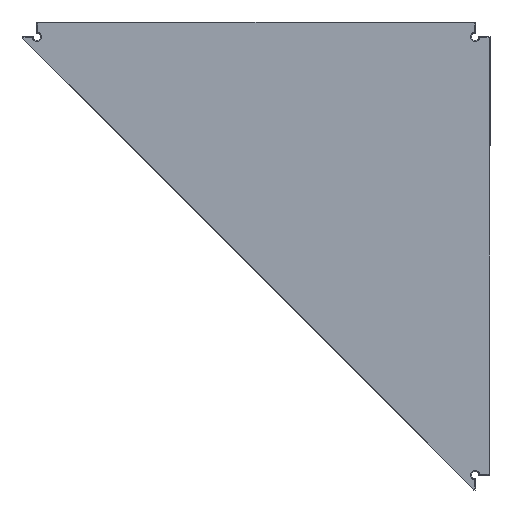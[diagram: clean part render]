
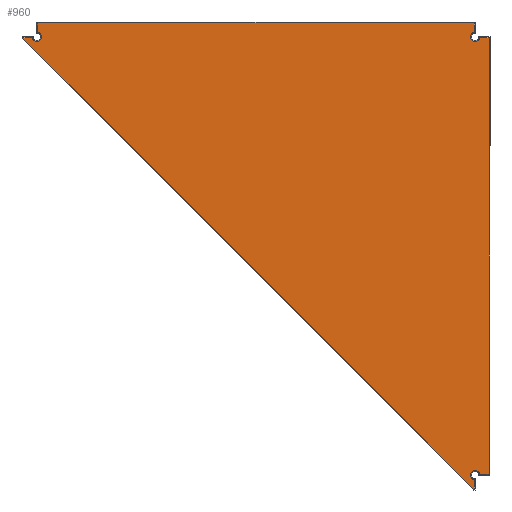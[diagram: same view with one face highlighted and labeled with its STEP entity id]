
A CAD part, front view. The second image highlights one B-rep face of the part: STEP entity #960.
In plain terms, the highlighted planar face has unit normal (0, -1, 0).
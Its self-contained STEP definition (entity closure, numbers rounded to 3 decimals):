
#5 = VERTEX_POINT ( 'NONE', #658 ) ;
#7 = VECTOR ( 'NONE', #1352, 1000. ) ;
#52 = VERTEX_POINT ( 'NONE', #248 ) ;
#60 = CARTESIAN_POINT ( 'NONE',  ( 466.25, 0., -476.25 ) ) ;
#76 = DIRECTION ( 'NONE',  ( 0., 1., 0. ) ) ;
#77 = CARTESIAN_POINT ( 'NONE',  ( -468.25, 0., 468.25 ) ) ;
#88 = CARTESIAN_POINT ( 'NONE',  ( 468.25, 0., 458.25 ) ) ;
#92 = VECTOR ( 'NONE', #155, 1000. ) ;
#99 = CARTESIAN_POINT ( 'NONE',  ( 478.048, 0., 466.25 ) ) ;
#125 = EDGE_CURVE ( 'NONE', #331, #630, #238, .T. ) ;
#127 = ORIENTED_EDGE ( 'NONE', *, *, #257, .T. ) ;
#132 = DIRECTION ( 'NONE',  ( 0., 0., 1. ) ) ;
#142 = CIRCLE ( 'NONE', #1214, 10. ) ;
#153 = LINE ( 'NONE', #881, #7 ) ;
#155 = DIRECTION ( 'NONE',  ( 1., 0., 0. ) ) ;
#167 = PLANE ( 'NONE',  #387 ) ;
#189 = CARTESIAN_POINT ( 'NONE',  ( -500., 0., 466.25 ) ) ;
#199 = VERTEX_POINT ( 'NONE', #1073 ) ;
#203 = EDGE_CURVE ( 'NONE', #1369, #710, #368, .T. ) ;
#206 = VECTOR ( 'NONE', #1021, 1000. ) ;
#215 = CARTESIAN_POINT ( 'NONE',  ( 498., 0., 466.25 ) ) ;
#217 = VERTEX_POINT ( 'NONE', #726 ) ;
#238 = CIRCLE ( 'NONE', #1376, 10. ) ;
#240 = CARTESIAN_POINT ( 'NONE',  ( 478.048, 0., -466.25 ) ) ;
#242 = LINE ( 'NONE', #568, #206 ) ;
#246 = DIRECTION ( 'NONE',  ( 0., 0., -1. ) ) ;
#248 = CARTESIAN_POINT ( 'NONE',  ( -466.25, 0., 498. ) ) ;
#257 = EDGE_CURVE ( 'NONE', #539, #590, #1124, .T. ) ;
#267 = VERTEX_POINT ( 'NONE', #215 ) ;
#269 = ORIENTED_EDGE ( 'NONE', *, *, #683, .T. ) ;
#272 = CARTESIAN_POINT ( 'NONE',  ( 500., 0., -466.25 ) ) ;
#274 = CARTESIAN_POINT ( 'NONE',  ( 468.25, 0., 468.25 ) ) ;
#288 = ORIENTED_EDGE ( 'NONE', *, *, #741, .T. ) ;
#306 = CARTESIAN_POINT ( 'NONE',  ( 498., 0., 468.25 ) ) ;
#320 = DIRECTION ( 'NONE',  ( 0., 0., 1. ) ) ;
#323 = DIRECTION ( 'NONE',  ( 0., 0., -1. ) ) ;
#329 = CARTESIAN_POINT ( 'NONE',  ( 476.25, 0., 466.25 ) ) ;
#330 = VECTOR ( 'NONE', #323, 1000. ) ;
#331 = VERTEX_POINT ( 'NONE', #1331 ) ;
#337 = EDGE_CURVE ( 'NONE', #217, #52, #153, .T. ) ;
#343 = DIRECTION ( 'NONE',  ( 0., 0., -1. ) ) ;
#364 = LINE ( 'NONE', #1372, #330 ) ;
#368 = LINE ( 'NONE', #272, #92 ) ;
#372 = CARTESIAN_POINT ( 'NONE',  ( 464.878, 0., -498. ) ) ;
#387 = AXIS2_PLACEMENT_3D ( 'NONE', #274, #727, #1295 ) ;
#397 = CARTESIAN_POINT ( 'NONE',  ( -498., 0., 464.878 ) ) ;
#422 = CARTESIAN_POINT ( 'NONE',  ( 468.25, 0., -498. ) ) ;
#427 = EDGE_CURVE ( 'NONE', #1249, #217, #746, .T. ) ;
#435 = ORIENTED_EDGE ( 'NONE', *, *, #1037, .T. ) ;
#437 = DIRECTION ( 'NONE',  ( 0., 1., 0. ) ) ;
#468 = CARTESIAN_POINT ( 'NONE',  ( 466.25, 0., -478.048 ) ) ;
#470 = CIRCLE ( 'NONE', #782, 10. ) ;
#475 = EDGE_CURVE ( 'NONE', #1028, #539, #860, .T. ) ;
#477 = VECTOR ( 'NONE', #1412, 1000. ) ;
#522 = DIRECTION ( 'NONE',  ( 0., 1., 0. ) ) ;
#539 = VERTEX_POINT ( 'NONE', #372 ) ;
#542 = AXIS2_PLACEMENT_3D ( 'NONE', #1255, #1142, #246 ) ;
#556 = LINE ( 'NONE', #329, #945 ) ;
#562 = EDGE_CURVE ( 'NONE', #267, #572, #556, .T. ) ;
#568 = CARTESIAN_POINT ( 'NONE',  ( -466.25, 0., 476.25 ) ) ;
#570 = CARTESIAN_POINT ( 'NONE',  ( 465.464, 0., -498.586 ) ) ;
#572 = VERTEX_POINT ( 'NONE', #99 ) ;
#581 = CARTESIAN_POINT ( 'NONE',  ( 466.25, 0., 500. ) ) ;
#590 = VERTEX_POINT ( 'NONE', #1144 ) ;
#625 = EDGE_CURVE ( 'NONE', #199, #5, #768, .T. ) ;
#630 = VERTEX_POINT ( 'NONE', #745 ) ;
#658 = CARTESIAN_POINT ( 'NONE',  ( -498., 0., 466.25 ) ) ;
#659 = DIRECTION ( 'NONE',  ( -1., 0., 0. ) ) ;
#665 = CARTESIAN_POINT ( 'NONE',  ( 468.25, 0., -468.25 ) ) ;
#683 = EDGE_CURVE ( 'NONE', #710, #267, #1350, .T. ) ;
#710 = VERTEX_POINT ( 'NONE', #875 ) ;
#714 = VECTOR ( 'NONE', #1155, 1000. ) ;
#726 = CARTESIAN_POINT ( 'NONE',  ( 466.25, 0., 498. ) ) ;
#727 = DIRECTION ( 'NONE',  ( 0., -1., 0. ) ) ;
#728 = VECTOR ( 'NONE', #857, 1000. ) ;
#741 = EDGE_CURVE ( 'NONE', #1337, #1230, #1054, .T. ) ;
#745 = CARTESIAN_POINT ( 'NONE',  ( -468.25, 0., 458.25 ) ) ;
#746 = LINE ( 'NONE', #581, #1325 ) ;
#751 = ORIENTED_EDGE ( 'NONE', *, *, #1342, .T. ) ;
#762 = CIRCLE ( 'NONE', #937, 10. ) ;
#768 = LINE ( 'NONE', #189, #728 ) ;
#782 = AXIS2_PLACEMENT_3D ( 'NONE', #665, #437, #343 ) ;
#808 = VECTOR ( 'NONE', #873, 1000. ) ;
#817 = ORIENTED_EDGE ( 'NONE', *, *, #562, .T. ) ;
#849 = EDGE_CURVE ( 'NONE', #886, #1249, #142, .T. ) ;
#857 = DIRECTION ( 'NONE',  ( -1., 0., 0. ) ) ;
#860 = LINE ( 'NONE', #570, #714 ) ;
#867 = DIRECTION ( 'NONE',  ( 0., 0., -1. ) ) ;
#873 = DIRECTION ( 'NONE',  ( 1., 0., 0. ) ) ;
#875 = CARTESIAN_POINT ( 'NONE',  ( 498., 0., -466.25 ) ) ;
#881 = CARTESIAN_POINT ( 'NONE',  ( -468.25, 0., 498. ) ) ;
#884 = EDGE_CURVE ( 'NONE', #5, #1028, #364, .T. ) ;
#886 = VERTEX_POINT ( 'NONE', #88 ) ;
#891 = ORIENTED_EDGE ( 'NONE', *, *, #125, .T. ) ;
#907 = ORIENTED_EDGE ( 'NONE', *, *, #884, .T. ) ;
#913 = ORIENTED_EDGE ( 'NONE', *, *, #1240, .T. ) ;
#919 = CARTESIAN_POINT ( 'NONE',  ( -468.25, 0., 468.25 ) ) ;
#934 = ORIENTED_EDGE ( 'NONE', *, *, #337, .T. ) ;
#937 = AXIS2_PLACEMENT_3D ( 'NONE', #77, #1098, #1324 ) ;
#945 = VECTOR ( 'NONE', #659, 1000. ) ;
#960 = ADVANCED_FACE ( 'NONE', ( #1388 ), #167, .T. ) ;
#1009 = EDGE_LOOP ( 'NONE', ( #1171, #907, #1178, #127, #435, #288, #913, #1055, #269, #817, #751, #1438, #1445, #934, #1381, #891, #1239 ) ) ;
#1021 = DIRECTION ( 'NONE',  ( 0., 0., -1. ) ) ;
#1028 = VERTEX_POINT ( 'NONE', #397 ) ;
#1037 = EDGE_CURVE ( 'NONE', #590, #1337, #1306, .T. ) ;
#1039 = VECTOR ( 'NONE', #320, 1000. ) ;
#1044 = DIRECTION ( 'NONE',  ( 0., 0., -1. ) ) ;
#1054 = CIRCLE ( 'NONE', #1082, 10. ) ;
#1055 = ORIENTED_EDGE ( 'NONE', *, *, #203, .T. ) ;
#1073 = CARTESIAN_POINT ( 'NONE',  ( -478.048, 0., 466.25 ) ) ;
#1082 = AXIS2_PLACEMENT_3D ( 'NONE', #1450, #76, #867 ) ;
#1098 = DIRECTION ( 'NONE',  ( 0., 1., 0. ) ) ;
#1124 = LINE ( 'NONE', #422, #808 ) ;
#1142 = DIRECTION ( 'NONE',  ( 0., 1., 0. ) ) ;
#1144 = CARTESIAN_POINT ( 'NONE',  ( 466.25, 0., -498. ) ) ;
#1155 = DIRECTION ( 'NONE',  ( 0.707, 0., -0.707 ) ) ;
#1170 = DIRECTION ( 'NONE',  ( 0., 1., 0. ) ) ;
#1171 = ORIENTED_EDGE ( 'NONE', *, *, #625, .T. ) ;
#1178 = ORIENTED_EDGE ( 'NONE', *, *, #475, .T. ) ;
#1204 = CARTESIAN_POINT ( 'NONE',  ( 468.25, 0., 468.25 ) ) ;
#1214 = AXIS2_PLACEMENT_3D ( 'NONE', #1204, #522, #1311 ) ;
#1230 = VERTEX_POINT ( 'NONE', #1344 ) ;
#1239 = ORIENTED_EDGE ( 'NONE', *, *, #1425, .T. ) ;
#1240 = EDGE_CURVE ( 'NONE', #1230, #1369, #470, .T. ) ;
#1241 = CARTESIAN_POINT ( 'NONE',  ( 466.25, 0., 478.048 ) ) ;
#1249 = VERTEX_POINT ( 'NONE', #1241 ) ;
#1255 = CARTESIAN_POINT ( 'NONE',  ( 468.25, 0., 468.25 ) ) ;
#1273 = EDGE_CURVE ( 'NONE', #52, #331, #242, .T. ) ;
#1295 = DIRECTION ( 'NONE',  ( 0., 0., -1. ) ) ;
#1306 = LINE ( 'NONE', #60, #477 ) ;
#1311 = DIRECTION ( 'NONE',  ( 0., 0., -1. ) ) ;
#1324 = DIRECTION ( 'NONE',  ( 0., 0., -1. ) ) ;
#1325 = VECTOR ( 'NONE', #132, 1000. ) ;
#1331 = CARTESIAN_POINT ( 'NONE',  ( -466.25, 0., 478.048 ) ) ;
#1337 = VERTEX_POINT ( 'NONE', #468 ) ;
#1341 = CIRCLE ( 'NONE', #542, 10. ) ;
#1342 = EDGE_CURVE ( 'NONE', #572, #886, #1341, .T. ) ;
#1344 = CARTESIAN_POINT ( 'NONE',  ( 468.25, 0., -458.25 ) ) ;
#1350 = LINE ( 'NONE', #306, #1039 ) ;
#1352 = DIRECTION ( 'NONE',  ( -1., 0., 0. ) ) ;
#1369 = VERTEX_POINT ( 'NONE', #240 ) ;
#1372 = CARTESIAN_POINT ( 'NONE',  ( -498., 0., 464.05 ) ) ;
#1376 = AXIS2_PLACEMENT_3D ( 'NONE', #919, #1170, #1044 ) ;
#1381 = ORIENTED_EDGE ( 'NONE', *, *, #1273, .T. ) ;
#1388 = FACE_OUTER_BOUND ( 'NONE', #1009, .T. ) ;
#1412 = DIRECTION ( 'NONE',  ( 0., 0., 1. ) ) ;
#1425 = EDGE_CURVE ( 'NONE', #630, #199, #762, .T. ) ;
#1438 = ORIENTED_EDGE ( 'NONE', *, *, #849, .T. ) ;
#1445 = ORIENTED_EDGE ( 'NONE', *, *, #427, .T. ) ;
#1450 = CARTESIAN_POINT ( 'NONE',  ( 468.25, 0., -468.25 ) ) ;
